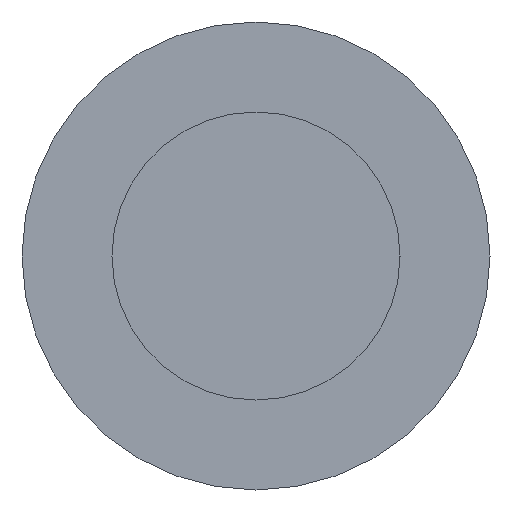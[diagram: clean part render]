
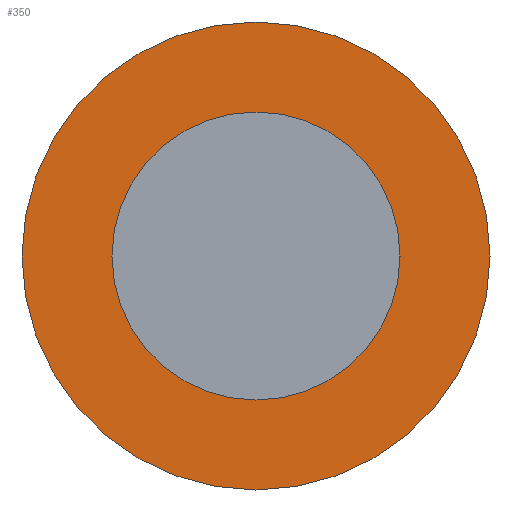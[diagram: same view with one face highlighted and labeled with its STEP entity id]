
A CAD part, left-side view. The second image highlights one B-rep face of the part: STEP entity #350.
In plain terms, the highlighted planar face has unit normal (-1, 0, 0).
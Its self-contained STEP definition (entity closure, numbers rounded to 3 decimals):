
#22 = CARTESIAN_POINT ( 'NONE',  ( 103.2, 0., 13. ) ) ;
#28 = VERTEX_POINT ( 'NONE', #357 ) ;
#33 = CARTESIAN_POINT ( 'NONE',  ( 103.2, 0., 8. ) ) ;
#37 = VERTEX_POINT ( 'NONE', #22 ) ;
#39 = CARTESIAN_POINT ( 'NONE',  ( 103.2, 8., 0. ) ) ;
#49 = CARTESIAN_POINT ( 'NONE',  ( 103.2, 0., 0. ) ) ;
#53 = EDGE_CURVE ( 'NONE', #201, #223, #257, .T. ) ;
#54 = DIRECTION ( 'NONE',  ( 0., 0., 1. ) ) ;
#72 = DIRECTION ( 'NONE',  ( 0., 0., -1. ) ) ;
#86 = DIRECTION ( 'NONE',  ( -1., 0., 0. ) ) ;
#97 = CIRCLE ( 'NONE', #385, 13. ) ;
#106 = EDGE_LOOP ( 'NONE', ( #114, #359 ) ) ;
#114 = ORIENTED_EDGE ( 'NONE', *, *, #156, .T. ) ;
#127 = AXIS2_PLACEMENT_3D ( 'NONE', #39, #261, #72 ) ;
#135 = DIRECTION ( 'NONE',  ( 0., 0., 1. ) ) ;
#154 = AXIS2_PLACEMENT_3D ( 'NONE', #162, #411, #135 ) ;
#156 = EDGE_CURVE ( 'NONE', #37, #28, #97, .T. ) ;
#157 = CARTESIAN_POINT ( 'NONE',  ( 103.2, 0., 0. ) ) ;
#162 = CARTESIAN_POINT ( 'NONE',  ( 103.2, 0., 0. ) ) ;
#167 = EDGE_CURVE ( 'NONE', #28, #37, #177, .T. ) ;
#177 = CIRCLE ( 'NONE', #342, 13. ) ;
#179 = EDGE_LOOP ( 'NONE', ( #190, #314 ) ) ;
#190 = ORIENTED_EDGE ( 'NONE', *, *, #268, .F. ) ;
#201 = VERTEX_POINT ( 'NONE', #409 ) ;
#223 = VERTEX_POINT ( 'NONE', #33 ) ;
#237 = DIRECTION ( 'NONE',  ( 0., 0., 1. ) ) ;
#240 = FACE_OUTER_BOUND ( 'NONE', #106, .T. ) ;
#257 = CIRCLE ( 'NONE', #346, 8. ) ;
#261 = DIRECTION ( 'NONE',  ( 1., 0., 0. ) ) ;
#268 = EDGE_CURVE ( 'NONE', #223, #201, #399, .T. ) ;
#276 = DIRECTION ( 'NONE',  ( -1., 0., 0. ) ) ;
#302 = FACE_BOUND ( 'NONE', #179, .T. ) ;
#314 = ORIENTED_EDGE ( 'NONE', *, *, #53, .F. ) ;
#319 = PLANE ( 'NONE',  #127 ) ;
#333 = DIRECTION ( 'NONE',  ( -1., 0., 0. ) ) ;
#335 = DIRECTION ( 'NONE',  ( 0., 0., 1. ) ) ;
#342 = AXIS2_PLACEMENT_3D ( 'NONE', #157, #276, #54 ) ;
#346 = AXIS2_PLACEMENT_3D ( 'NONE', #49, #333, #237 ) ;
#350 = ADVANCED_FACE ( 'NONE', ( #302, #240 ), #319, .F. ) ;
#357 = CARTESIAN_POINT ( 'NONE',  ( 103.2, 0., -13. ) ) ;
#359 = ORIENTED_EDGE ( 'NONE', *, *, #167, .T. ) ;
#385 = AXIS2_PLACEMENT_3D ( 'NONE', #397, #86, #335 ) ;
#397 = CARTESIAN_POINT ( 'NONE',  ( 103.2, 0., 0. ) ) ;
#399 = CIRCLE ( 'NONE', #154, 8. ) ;
#409 = CARTESIAN_POINT ( 'NONE',  ( 103.2, 0., -8. ) ) ;
#411 = DIRECTION ( 'NONE',  ( -1., 0., 0. ) ) ;
